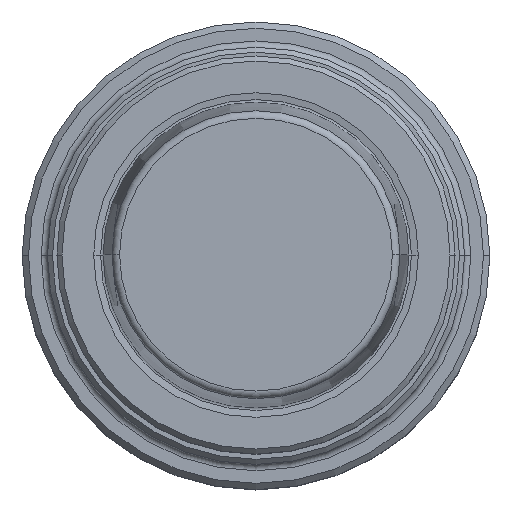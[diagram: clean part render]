
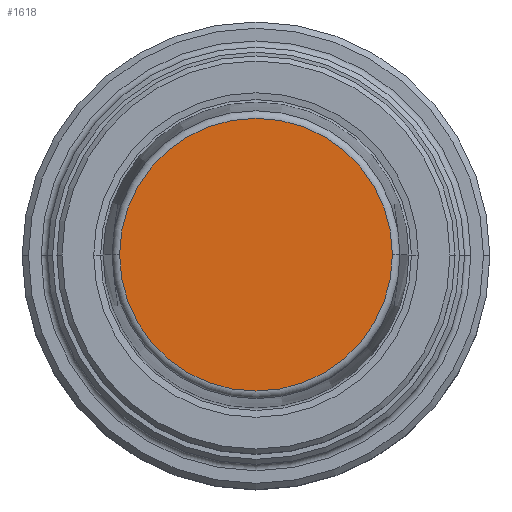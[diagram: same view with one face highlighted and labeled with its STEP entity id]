
A CAD part, top view. The second image highlights one B-rep face of the part: STEP entity #1618.
In plain terms, the highlighted planar face has unit normal (0, 0, 1).
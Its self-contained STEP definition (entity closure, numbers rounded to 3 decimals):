
#88 = CARTESIAN_POINT ( 'NONE',  ( 0., 0., 31.9 ) ) ;
#169 = DIRECTION ( 'NONE',  ( 0., 0., 1. ) ) ;
#216 = AXIS2_PLACEMENT_3D ( 'NONE', #419, #1085, #1850 ) ;
#365 = CARTESIAN_POINT ( 'NONE',  ( 0., 0., 31.9 ) ) ;
#390 = FACE_OUTER_BOUND ( 'NONE', #1124, .T. ) ;
#419 = CARTESIAN_POINT ( 'NONE',  ( 0., 0., 31.9 ) ) ;
#464 = PLANE ( 'NONE',  #1065 ) ;
#513 = DIRECTION ( 'NONE',  ( 0., 0., -1. ) ) ;
#921 = DIRECTION ( 'NONE',  ( 1., 0., 0. ) ) ;
#1037 = ORIENTED_EDGE ( 'NONE', *, *, #1673, .T. ) ;
#1061 = CARTESIAN_POINT ( 'NONE',  ( 21.581, 0., 31.9 ) ) ;
#1065 = AXIS2_PLACEMENT_3D ( 'NONE', #365, #513, #1283 ) ;
#1080 = CIRCLE ( 'NONE', #1615, 21.581 ) ;
#1085 = DIRECTION ( 'NONE',  ( 0., 0., 1. ) ) ;
#1124 = EDGE_LOOP ( 'NONE', ( #1037, #1738 ) ) ;
#1205 = CARTESIAN_POINT ( 'NONE',  ( -21.581, 0., 31.9 ) ) ;
#1283 = DIRECTION ( 'NONE',  ( -1., 0., 0. ) ) ;
#1529 = EDGE_CURVE ( 'NONE', #1887, #1807, #1765, .T. ) ;
#1615 = AXIS2_PLACEMENT_3D ( 'NONE', #88, #169, #921 ) ;
#1618 = ADVANCED_FACE ( 'NONE', ( #390 ), #464, .F. ) ;
#1673 = EDGE_CURVE ( 'NONE', #1807, #1887, #1080, .T. ) ;
#1738 = ORIENTED_EDGE ( 'NONE', *, *, #1529, .T. ) ;
#1765 = CIRCLE ( 'NONE', #216, 21.581 ) ;
#1807 = VERTEX_POINT ( 'NONE', #1061 ) ;
#1850 = DIRECTION ( 'NONE',  ( 1., 0., 0. ) ) ;
#1887 = VERTEX_POINT ( 'NONE', #1205 ) ;
